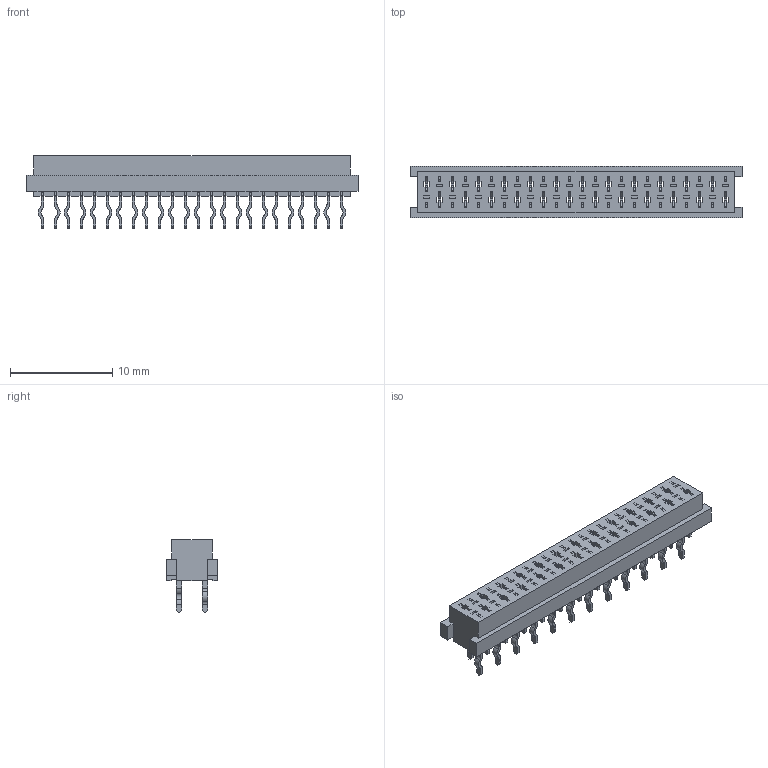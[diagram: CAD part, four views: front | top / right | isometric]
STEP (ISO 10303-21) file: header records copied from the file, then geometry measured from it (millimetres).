
FILE_DESCRIPTION( ( 'Unknown' ), '1' );
FILE_NAME( '690367182472.stp', 'Unknown', ( 'Unknown' ), ( 'Unknown' ), 'PSStep 14.0', 'Unknown', ' ' );
FILE_SCHEMA( ( 'AUTOMOTIVE_DESIGN { 1 0 10303 214 1 1 1 1 }' ) );
Length unit declared in the file: millimetre
Products named in the file (3): Assem1; Pin; 690367182472
Assembly tree (25 placements, depth 2):
  Assem1
    Pin  x24
    690367182472
Bounding box: 32.48 x 5 x 7.1 mm (x, y, z)
Volume: 517.9 mm3; surface area: 1766.8 mm2
Topology: 25 solids, 25 shells, 1918 faces, 5576 edges, 3684 vertices
Faces by surface type: plane 1390, cylinder 528
Entity records: 29640 total; most frequent: CARTESIAN_POINT 4258, ORIENTED_EDGE 4252, DIRECTION 3666, EDGE_CURVE 2126, LINE 2082, VECTOR 2082, VERTEX_POINT 1384, EDGE_LOOP 794
